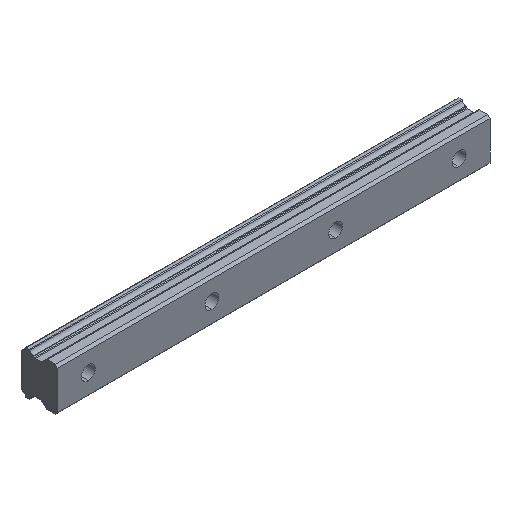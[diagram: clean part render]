
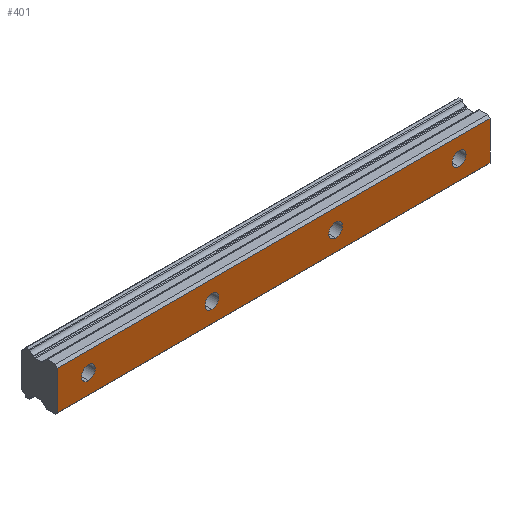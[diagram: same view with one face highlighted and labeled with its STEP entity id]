
A CAD part, isometric view. The second image highlights one B-rep face of the part: STEP entity #401.
In plain terms, the highlighted planar face has unit normal (0, -1, 0).
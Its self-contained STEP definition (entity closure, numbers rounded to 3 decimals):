
#10 = CARTESIAN_POINT ( 'NONE',  ( -20., 0., 12.5 ) ) ;
#12 = VECTOR ( 'NONE', #1097, 1000. ) ;
#17 = DIRECTION ( 'NONE',  ( -1., 0., 0. ) ) ;
#26 = EDGE_CURVE ( 'NONE', #129, #220, #146, .T. ) ;
#33 = DIRECTION ( 'NONE',  ( 0., -1., 0. ) ) ;
#47 = CARTESIAN_POINT ( 'NONE',  ( 0., 0., 0. ) ) ;
#50 = CIRCLE ( 'NONE', #483, 4.5 ) ;
#65 = EDGE_CURVE ( 'NONE', #655, #456, #520, .T. ) ;
#114 = AXIS2_PLACEMENT_3D ( 'NONE', #1627, #33, #1784 ) ;
#116 = EDGE_CURVE ( 'NONE', #1007, #762, #298, .T. ) ;
#128 = DIRECTION ( 'NONE',  ( 0., -1., 0. ) ) ;
#129 = VERTEX_POINT ( 'NONE', #482 ) ;
#138 = AXIS2_PLACEMENT_3D ( 'NONE', #1845, #1066, #356 ) ;
#146 = CIRCLE ( 'NONE', #334, 4.5 ) ;
#150 = DIRECTION ( 'NONE',  ( 0., 1., 0. ) ) ;
#154 = CARTESIAN_POINT ( 'NONE',  ( 80., 0., -4.5 ) ) ;
#164 = ORIENTED_EDGE ( 'NONE', *, *, #1444, .F. ) ;
#184 = FACE_BOUND ( 'NONE', #808, .T. ) ;
#186 = EDGE_CURVE ( 'NONE', #827, #685, #1309, .T. ) ;
#220 = VERTEX_POINT ( 'NONE', #154 ) ;
#282 = EDGE_LOOP ( 'NONE', ( #753, #1013 ) ) ;
#284 = CARTESIAN_POINT ( 'NONE',  ( 0., 0., -4.5 ) ) ;
#296 = AXIS2_PLACEMENT_3D ( 'NONE', #1508, #1644, #1062 ) ;
#298 = LINE ( 'NONE', #594, #1154 ) ;
#299 = EDGE_CURVE ( 'NONE', #1328, #1745, #1379, .T. ) ;
#302 = ORIENTED_EDGE ( 'NONE', *, *, #698, .F. ) ;
#326 = CARTESIAN_POINT ( 'NONE',  ( 240., 0., -4.5 ) ) ;
#329 = CIRCLE ( 'NONE', #138, 4.5 ) ;
#334 = AXIS2_PLACEMENT_3D ( 'NONE', #408, #1005, #1761 ) ;
#356 = DIRECTION ( 'NONE',  ( 0., 0., 1. ) ) ;
#386 = LINE ( 'NONE', #962, #1671 ) ;
#388 = VERTEX_POINT ( 'NONE', #909 ) ;
#401 = ADVANCED_FACE ( 'NONE', ( #1189, #929, #1505, #1176, #184 ), #768, .F. ) ;
#406 = AXIS2_PLACEMENT_3D ( 'NONE', #1866, #834, #672 ) ;
#408 = CARTESIAN_POINT ( 'NONE',  ( 80., 0., 0. ) ) ;
#409 = EDGE_CURVE ( 'NONE', #456, #655, #949, .T. ) ;
#434 = DIRECTION ( 'NONE',  ( 0., -1., 0. ) ) ;
#456 = VERTEX_POINT ( 'NONE', #759 ) ;
#482 = CARTESIAN_POINT ( 'NONE',  ( 80., 0., 4.5 ) ) ;
#483 = AXIS2_PLACEMENT_3D ( 'NONE', #1143, #128, #567 ) ;
#517 = DIRECTION ( 'NONE',  ( 0., -1., 0. ) ) ;
#520 = CIRCLE ( 'NONE', #701, 4.5 ) ;
#521 = CARTESIAN_POINT ( 'NONE',  ( -20., 0., -12.5 ) ) ;
#540 = EDGE_LOOP ( 'NONE', ( #1148, #164, #1864, #302 ) ) ;
#562 = VECTOR ( 'NONE', #1506, 1000. ) ;
#567 = DIRECTION ( 'NONE',  ( 0., 0., 1. ) ) ;
#594 = CARTESIAN_POINT ( 'NONE',  ( 260., 0., -12.5 ) ) ;
#642 = DIRECTION ( 'NONE',  ( 0., 0., 1. ) ) ;
#643 = CARTESIAN_POINT ( 'NONE',  ( 260., 0., 12.5 ) ) ;
#655 = VERTEX_POINT ( 'NONE', #1613 ) ;
#656 = DIRECTION ( 'NONE',  ( 0., 0., 1. ) ) ;
#672 = DIRECTION ( 'NONE',  ( 0., 0., 1. ) ) ;
#684 = VERTEX_POINT ( 'NONE', #10 ) ;
#685 = VERTEX_POINT ( 'NONE', #326 ) ;
#698 = EDGE_CURVE ( 'NONE', #762, #684, #1387, .T. ) ;
#701 = AXIS2_PLACEMENT_3D ( 'NONE', #1727, #434, #1014 ) ;
#710 = EDGE_CURVE ( 'NONE', #1745, #1328, #329, .T. ) ;
#732 = CARTESIAN_POINT ( 'NONE',  ( 0., 0., 4.5 ) ) ;
#753 = ORIENTED_EDGE ( 'NONE', *, *, #186, .F. ) ;
#759 = CARTESIAN_POINT ( 'NONE',  ( 160., 0., -4.5 ) ) ;
#762 = VERTEX_POINT ( 'NONE', #521 ) ;
#765 = ORIENTED_EDGE ( 'NONE', *, *, #26, .F. ) ;
#768 = PLANE ( 'NONE',  #1033 ) ;
#776 = EDGE_LOOP ( 'NONE', ( #846, #1622 ) ) ;
#795 = CARTESIAN_POINT ( 'NONE',  ( -20., 0., 12.5 ) ) ;
#808 = EDGE_LOOP ( 'NONE', ( #765, #815 ) ) ;
#814 = CARTESIAN_POINT ( 'NONE',  ( 240., 0., 4.5 ) ) ;
#815 = ORIENTED_EDGE ( 'NONE', *, *, #1626, .F. ) ;
#827 = VERTEX_POINT ( 'NONE', #814 ) ;
#834 = DIRECTION ( 'NONE',  ( 0., -1., 0. ) ) ;
#846 = ORIENTED_EDGE ( 'NONE', *, *, #65, .F. ) ;
#863 = EDGE_CURVE ( 'NONE', #685, #827, #50, .T. ) ;
#909 = CARTESIAN_POINT ( 'NONE',  ( 260., 0., 12.5 ) ) ;
#919 = LINE ( 'NONE', #643, #562 ) ;
#929 = FACE_BOUND ( 'NONE', #1082, .T. ) ;
#949 = CIRCLE ( 'NONE', #114, 4.5 ) ;
#962 = CARTESIAN_POINT ( 'NONE',  ( 260., 0., 12.5 ) ) ;
#1005 = DIRECTION ( 'NONE',  ( 0., -1., 0. ) ) ;
#1007 = VERTEX_POINT ( 'NONE', #1183 ) ;
#1013 = ORIENTED_EDGE ( 'NONE', *, *, #863, .F. ) ;
#1014 = DIRECTION ( 'NONE',  ( 0., 0., 1. ) ) ;
#1033 = AXIS2_PLACEMENT_3D ( 'NONE', #1353, #150, #642 ) ;
#1062 = DIRECTION ( 'NONE',  ( 0., 0., 1. ) ) ;
#1066 = DIRECTION ( 'NONE',  ( 0., -1., 0. ) ) ;
#1082 = EDGE_LOOP ( 'NONE', ( #1211, #1642 ) ) ;
#1097 = DIRECTION ( 'NONE',  ( 0., 0., 1. ) ) ;
#1119 = DIRECTION ( 'NONE',  ( 1., 0., 0. ) ) ;
#1143 = CARTESIAN_POINT ( 'NONE',  ( 240., 0., 0. ) ) ;
#1148 = ORIENTED_EDGE ( 'NONE', *, *, #116, .F. ) ;
#1154 = VECTOR ( 'NONE', #17, 1000. ) ;
#1168 = CIRCLE ( 'NONE', #406, 4.5 ) ;
#1176 = FACE_BOUND ( 'NONE', #776, .T. ) ;
#1183 = CARTESIAN_POINT ( 'NONE',  ( 260., 0., -12.5 ) ) ;
#1189 = FACE_OUTER_BOUND ( 'NONE', #540, .T. ) ;
#1211 = ORIENTED_EDGE ( 'NONE', *, *, #299, .F. ) ;
#1309 = CIRCLE ( 'NONE', #296, 4.5 ) ;
#1328 = VERTEX_POINT ( 'NONE', #732 ) ;
#1353 = CARTESIAN_POINT ( 'NONE',  ( 260., 0., 12.5 ) ) ;
#1379 = CIRCLE ( 'NONE', #1472, 4.5 ) ;
#1387 = LINE ( 'NONE', #795, #12 ) ;
#1444 = EDGE_CURVE ( 'NONE', #388, #1007, #919, .T. ) ;
#1472 = AXIS2_PLACEMENT_3D ( 'NONE', #47, #517, #656 ) ;
#1505 = FACE_BOUND ( 'NONE', #282, .T. ) ;
#1506 = DIRECTION ( 'NONE',  ( 0., 0., -1. ) ) ;
#1508 = CARTESIAN_POINT ( 'NONE',  ( 240., 0., 0. ) ) ;
#1575 = EDGE_CURVE ( 'NONE', #684, #388, #386, .T. ) ;
#1613 = CARTESIAN_POINT ( 'NONE',  ( 160., 0., 4.5 ) ) ;
#1622 = ORIENTED_EDGE ( 'NONE', *, *, #409, .F. ) ;
#1626 = EDGE_CURVE ( 'NONE', #220, #129, #1168, .T. ) ;
#1627 = CARTESIAN_POINT ( 'NONE',  ( 160., 0., 0. ) ) ;
#1642 = ORIENTED_EDGE ( 'NONE', *, *, #710, .F. ) ;
#1644 = DIRECTION ( 'NONE',  ( 0., -1., 0. ) ) ;
#1671 = VECTOR ( 'NONE', #1119, 1000. ) ;
#1727 = CARTESIAN_POINT ( 'NONE',  ( 160., 0., 0. ) ) ;
#1745 = VERTEX_POINT ( 'NONE', #284 ) ;
#1761 = DIRECTION ( 'NONE',  ( 0., 0., 1. ) ) ;
#1784 = DIRECTION ( 'NONE',  ( 0., 0., 1. ) ) ;
#1845 = CARTESIAN_POINT ( 'NONE',  ( 0., 0., 0. ) ) ;
#1864 = ORIENTED_EDGE ( 'NONE', *, *, #1575, .F. ) ;
#1866 = CARTESIAN_POINT ( 'NONE',  ( 80., 0., 0. ) ) ;
